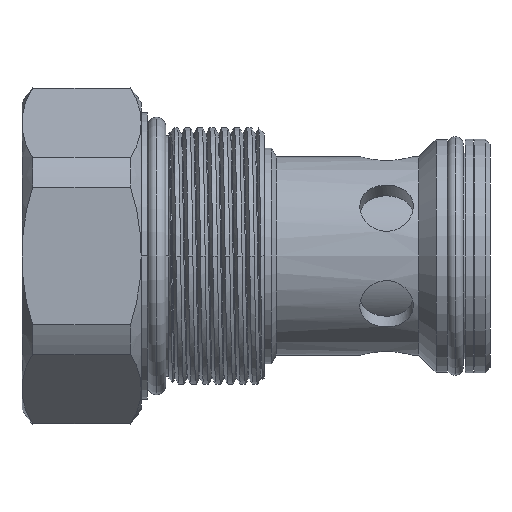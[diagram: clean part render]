
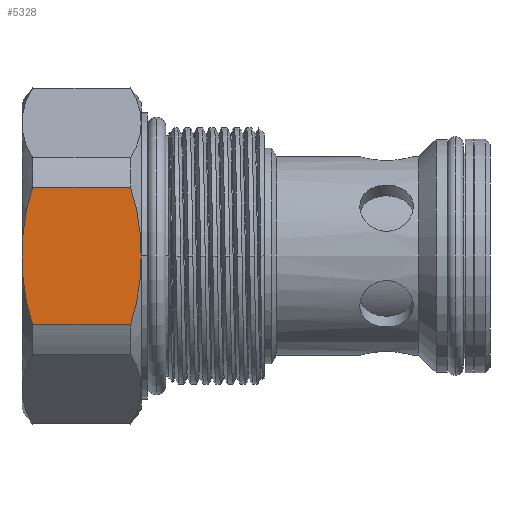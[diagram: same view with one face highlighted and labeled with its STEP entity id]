
A CAD part, front view. The second image highlights one B-rep face of the part: STEP entity #5328.
In plain terms, the highlighted planar face has unit normal (0, -1, 0).
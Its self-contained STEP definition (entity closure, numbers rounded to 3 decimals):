
#313 = CARTESIAN_POINT ( 'NONE',  ( 0., -25., 0. ) ) ;
#743 = CARTESIAN_POINT ( 'NONE',  ( -0.729, -25., 7.544 ) ) ;
#936 = CARTESIAN_POINT ( 'NONE',  ( -0.171, -25., 3.795 ) ) ;
#1015 = CARTESIAN_POINT ( 'NONE',  ( 0., -25., 0. ) ) ;
#1416 = ORIENTED_EDGE ( 'NONE', *, *, #17547, .F. ) ;
#1650 = VECTOR ( 'NONE', #8767, 1000. ) ;
#1750 = VERTEX_POINT ( 'NONE', #5174 ) ;
#1801 = B_SPLINE_CURVE_WITH_KNOTS ( 'NONE', 3,
 ( #18896, #14476, #10218, #17621, #15978, #8636 ),
 .UNSPECIFIED., .F., .F.,
 ( 4, 2, 4 ),
 ( 0., 0.006, 0.011 ),
 .UNSPECIFIED. ) ;
#2388 = CARTESIAN_POINT ( 'NONE',  ( -0.273, -25., 4.737 ) ) ;
#2554 = ORIENTED_EDGE ( 'NONE', *, *, #5355, .F. ) ;
#3255 = CARTESIAN_POINT ( 'NONE',  ( -18.827, -25., -6.611 ) ) ;
#3884 = DIRECTION ( 'NONE',  ( 0., 0., 1. ) ) ;
#4457 = VERTEX_POINT ( 'NONE', #7138 ) ;
#4578 = CARTESIAN_POINT ( 'NONE',  ( -18.686, -25., 7.557 ) ) ;
#5043 = CARTESIAN_POINT ( 'NONE',  ( -18.651, -25., -7.544 ) ) ;
#5174 = CARTESIAN_POINT ( 'NONE',  ( -1.728, -25., -11.214 ) ) ;
#5274 = PLANE ( 'NONE',  #17080 ) ;
#5328 = ADVANCED_FACE ( 'NONE', ( #5656 ), #5274, .F. ) ;
#5355 = EDGE_CURVE ( 'NONE', #1750, #11462, #11328, .T. ) ;
#5409 = CARTESIAN_POINT ( 'NONE',  ( -0.043, -25., 1.902 ) ) ;
#5485 = CARTESIAN_POINT ( 'NONE',  ( -0.553, -25., 6.611 ) ) ;
#5646 = CARTESIAN_POINT ( 'NONE',  ( 0., -25., -11.214 ) ) ;
#5656 = FACE_OUTER_BOUND ( 'NONE', #18279, .T. ) ;
#5904 = VECTOR ( 'NONE', #7429, 1000. ) ;
#6121 = ORIENTED_EDGE ( 'NONE', *, *, #7837, .F. ) ;
#6595 = B_SPLINE_CURVE_WITH_KNOTS ( 'NONE', 3,
 ( #7543, #13604, #18129, #4578, #15106, #10465 ),
 .UNSPECIFIED., .F., .F.,
 ( 4, 2, 4 ),
 ( 0., 0.006, 0.011 ),
 .UNSPECIFIED. ) ;
#7138 = CARTESIAN_POINT ( 'NONE',  ( -1.728, -25., 11.214 ) ) ;
#7429 = DIRECTION ( 'NONE',  ( 1., 0., 0. ) ) ;
#7543 = CARTESIAN_POINT ( 'NONE',  ( -19.38, -25., 0. ) ) ;
#7837 = EDGE_CURVE ( 'NONE', #11462, #8954, #12533, .T. ) ;
#7898 = CARTESIAN_POINT ( 'NONE',  ( -19.209, -25., -3.795 ) ) ;
#8636 = CARTESIAN_POINT ( 'NONE',  ( -1.728, -25., -11.214 ) ) ;
#8767 = DIRECTION ( 'NONE',  ( -1., 0., 0. ) ) ;
#8954 = VERTEX_POINT ( 'NONE', #12748 ) ;
#9544 = CARTESIAN_POINT ( 'NONE',  ( -19.337, -25., -1.902 ) ) ;
#9797 = CARTESIAN_POINT ( 'NONE',  ( -1.167, -25., 9.401 ) ) ;
#9890 = DIRECTION ( 'NONE',  ( 0., 1., 0. ) ) ;
#9987 = CARTESIAN_POINT ( 'NONE',  ( -0.017, -25., 1.19 ) ) ;
#10218 = CARTESIAN_POINT ( 'NONE',  ( -0.135, -25., -3.816 ) ) ;
#10465 = CARTESIAN_POINT ( 'NONE',  ( -17.652, -25., 11.214 ) ) ;
#10851 = CARTESIAN_POINT ( 'NONE',  ( -17.954, -25., -10.318 ) ) ;
#10977 = CARTESIAN_POINT ( 'NONE',  ( -19.38, -25., 0. ) ) ;
#11292 = CARTESIAN_POINT ( 'NONE',  ( 0., -25., 0.237 ) ) ;
#11328 = LINE ( 'NONE', #5646, #1650 ) ;
#11462 = VERTEX_POINT ( 'NONE', #14975 ) ;
#12292 = B_SPLINE_CURVE_WITH_KNOTS ( 'NONE', 3,
 ( #18783, #13077, #9797, #743, #5485, #2388, #936, #17467, #5409, #9987, #18922, #13005, #11292, #1015 ),
 .UNSPECIFIED., .F., .F.,
 ( 4, 2, 2, 2, 2, 2, 4 ),
 ( 0.13, 0.133, 0.136, 0.139, 0.14, 0.141, 0.142 ),
 .UNSPECIFIED. ) ;
#12307 = CARTESIAN_POINT ( 'NONE',  ( -19.312, -25., -2.376 ) ) ;
#12533 = B_SPLINE_CURVE_WITH_KNOTS ( 'NONE', 3,
 ( #15368, #10851, #16896, #5043, #3255, #15552, #7898, #12307, #9544, #15432, #18398, #16960, #17030, #10977 ),
 .UNSPECIFIED., .F., .F.,
 ( 4, 2, 2, 2, 2, 2, 4 ),
 ( 0.13, 0.133, 0.136, 0.139, 0.14, 0.141, 0.142 ),
 .UNSPECIFIED. ) ;
#12748 = CARTESIAN_POINT ( 'NONE',  ( -19.38, -25., 0. ) ) ;
#13005 = CARTESIAN_POINT ( 'NONE',  ( -0.002, -25., 0.477 ) ) ;
#13077 = CARTESIAN_POINT ( 'NONE',  ( -1.426, -25., 10.318 ) ) ;
#13604 = CARTESIAN_POINT ( 'NONE',  ( -19.38, -25., 1.92 ) ) ;
#13656 = ORIENTED_EDGE ( 'NONE', *, *, #18143, .F. ) ;
#14442 = VERTEX_POINT ( 'NONE', #313 ) ;
#14476 = CARTESIAN_POINT ( 'NONE',  ( 0., -25., -1.92 ) ) ;
#14618 = EDGE_CURVE ( 'NONE', #4457, #14442, #12292, .T. ) ;
#14975 = CARTESIAN_POINT ( 'NONE',  ( -17.652, -25., -11.214 ) ) ;
#15106 = CARTESIAN_POINT ( 'NONE',  ( -18.262, -25., 9.402 ) ) ;
#15368 = CARTESIAN_POINT ( 'NONE',  ( -17.652, -25., -11.214 ) ) ;
#15432 = CARTESIAN_POINT ( 'NONE',  ( -19.363, -25., -1.19 ) ) ;
#15518 = EDGE_CURVE ( 'NONE', #17256, #4457, #18618, .T. ) ;
#15552 = CARTESIAN_POINT ( 'NONE',  ( -19.107, -25., -4.737 ) ) ;
#15853 = ORIENTED_EDGE ( 'NONE', *, *, #14618, .F. ) ;
#15978 = CARTESIAN_POINT ( 'NONE',  ( -1.118, -25., -9.402 ) ) ;
#16896 = CARTESIAN_POINT ( 'NONE',  ( -18.213, -25., -9.401 ) ) ;
#16960 = CARTESIAN_POINT ( 'NONE',  ( -19.378, -25., -0.477 ) ) ;
#17030 = CARTESIAN_POINT ( 'NONE',  ( -19.38, -25., -0.237 ) ) ;
#17080 = AXIS2_PLACEMENT_3D ( 'NONE', #18898, #9890, #3884 ) ;
#17247 = ORIENTED_EDGE ( 'NONE', *, *, #15518, .F. ) ;
#17256 = VERTEX_POINT ( 'NONE', #19180 ) ;
#17467 = CARTESIAN_POINT ( 'NONE',  ( -0.068, -25., 2.376 ) ) ;
#17547 = EDGE_CURVE ( 'NONE', #14442, #1750, #1801, .T. ) ;
#17621 = CARTESIAN_POINT ( 'NONE',  ( -0.694, -25., -7.557 ) ) ;
#17746 = CARTESIAN_POINT ( 'NONE',  ( 0., -25., 11.214 ) ) ;
#18129 = CARTESIAN_POINT ( 'NONE',  ( -19.245, -25., 3.816 ) ) ;
#18143 = EDGE_CURVE ( 'NONE', #8954, #17256, #6595, .T. ) ;
#18279 = EDGE_LOOP ( 'NONE', ( #1416, #15853, #17247, #13656, #6121, #2554 ) ) ;
#18398 = CARTESIAN_POINT ( 'NONE',  ( -19.369, -25., -0.952 ) ) ;
#18618 = LINE ( 'NONE', #17746, #5904 ) ;
#18783 = CARTESIAN_POINT ( 'NONE',  ( -1.728, -25., 11.214 ) ) ;
#18896 = CARTESIAN_POINT ( 'NONE',  ( 0., -25., 0. ) ) ;
#18898 = CARTESIAN_POINT ( 'NONE',  ( -19.38, -25., -14.434 ) ) ;
#18922 = CARTESIAN_POINT ( 'NONE',  ( -0.011, -25., 0.952 ) ) ;
#19180 = CARTESIAN_POINT ( 'NONE',  ( -17.652, -25., 11.214 ) ) ;
